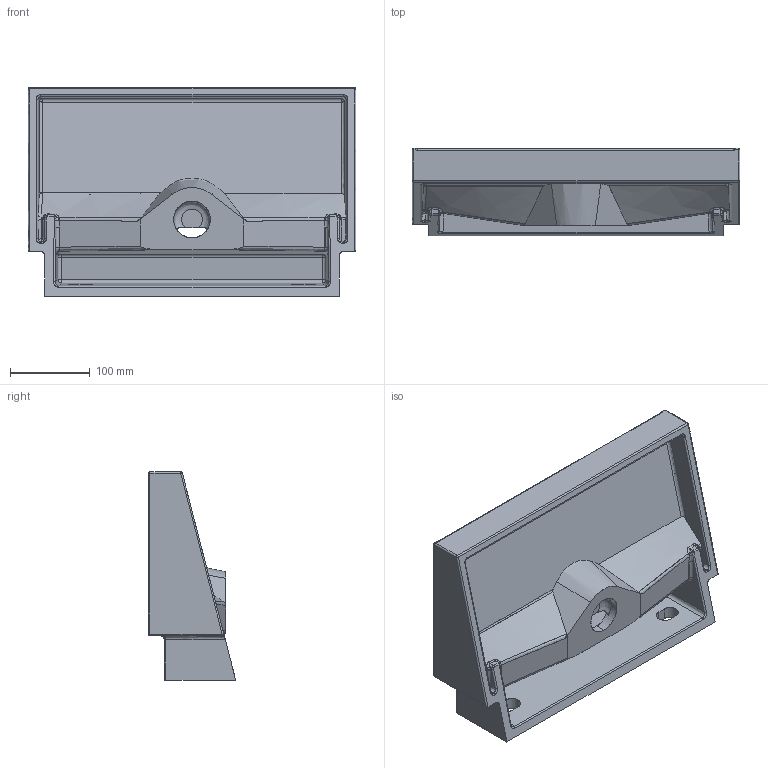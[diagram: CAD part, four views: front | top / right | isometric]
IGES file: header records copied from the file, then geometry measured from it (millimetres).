
Start section: SolidWorks IGES file using analytic representation for surfaces
Global section: file name: RENDA.IGS; native system: SolidWorks 2020; preprocessor: SolidWorks 2020; author: cedric.miclo; date: 210907.154158; units: millimetre
Bounding box: 412 x 109.89 x 262 mm (x, y, z)
Surface area: 433376.8 mm2 (no closed solid volume)
Topology: 0 solids, 0 shells, 216 faces, 2193 edges, 2179 vertices
Faces by surface type: bspline 113, revolution 103
